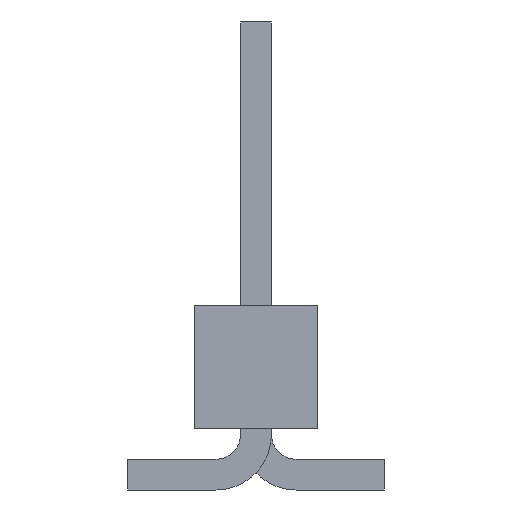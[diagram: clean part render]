
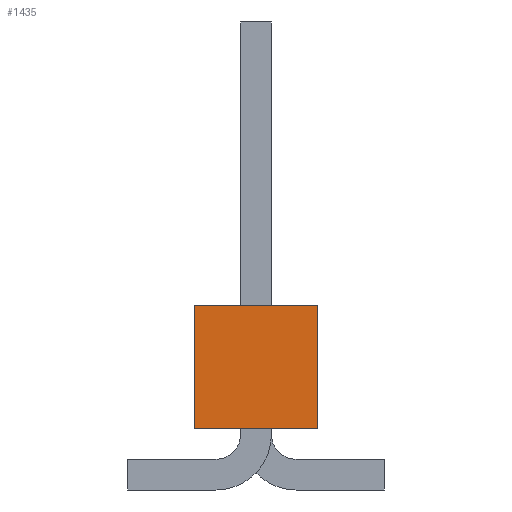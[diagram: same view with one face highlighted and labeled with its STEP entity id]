
A CAD part, left-side view. The second image highlights one B-rep face of the part: STEP entity #1435.
In plain terms, the highlighted planar face has unit normal (-1, 0, 0).
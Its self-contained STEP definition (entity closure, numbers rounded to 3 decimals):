
#270 = VERTEX_POINT('',#271);
#271 = CARTESIAN_POINT('',(-7.62,1.27,-1.27));
#277 = EDGE_CURVE('',#270,#278,#280,.T.);
#278 = VERTEX_POINT('',#279);
#279 = CARTESIAN_POINT('',(-7.62,1.27,1.27));
#280 = LINE('',#281,#282);
#281 = CARTESIAN_POINT('',(-7.62,1.27,-1.27));
#282 = VECTOR('',#283,1.);
#283 = DIRECTION('',(0.,0.,1.));
#1146 = VERTEX_POINT('',#1147);
#1147 = CARTESIAN_POINT('',(-7.62,-1.27,1.27));
#1153 = EDGE_CURVE('',#1154,#1146,#1156,.T.);
#1154 = VERTEX_POINT('',#1155);
#1155 = CARTESIAN_POINT('',(-7.62,-1.27,-1.27));
#1156 = LINE('',#1157,#1158);
#1157 = CARTESIAN_POINT('',(-7.62,-1.27,-1.27));
#1158 = VECTOR('',#1159,1.);
#1159 = DIRECTION('',(0.,0.,1.));
#1182 = EDGE_CURVE('',#270,#1154,#1183,.T.);
#1183 = LINE('',#1184,#1185);
#1184 = CARTESIAN_POINT('',(-7.62,1.27,-1.27));
#1185 = VECTOR('',#1186,1.);
#1186 = DIRECTION('',(0.,-1.,0.));
#1424 = EDGE_CURVE('',#278,#1146,#1425,.T.);
#1425 = LINE('',#1426,#1427);
#1426 = CARTESIAN_POINT('',(-7.62,1.27,1.27));
#1427 = VECTOR('',#1428,1.);
#1428 = DIRECTION('',(0.,-1.,0.));
#1435 = ADVANCED_FACE('',(#1436),#1442,.F.);
#1436 = FACE_BOUND('',#1437,.T.);
#1437 = EDGE_LOOP('',(#1438,#1439,#1440,#1441));
#1438 = ORIENTED_EDGE('',*,*,#1153,.T.);
#1439 = ORIENTED_EDGE('',*,*,#1424,.F.);
#1440 = ORIENTED_EDGE('',*,*,#277,.F.);
#1441 = ORIENTED_EDGE('',*,*,#1182,.T.);
#1442 = PLANE('',#1443);
#1443 = AXIS2_PLACEMENT_3D('',#1444,#1445,#1446);
#1444 = CARTESIAN_POINT('',(-7.62,1.27,-1.27));
#1445 = DIRECTION('',(1.,0.,0.));
#1446 = DIRECTION('',(0.,0.,-1.));
